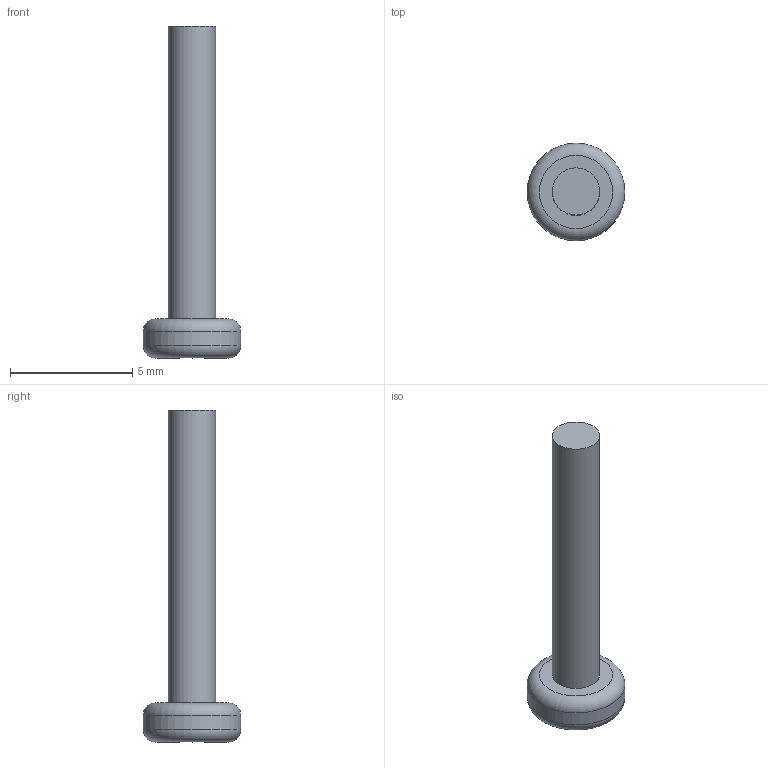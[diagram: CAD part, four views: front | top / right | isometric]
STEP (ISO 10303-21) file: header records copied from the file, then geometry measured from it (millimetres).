
FILE_DESCRIPTION(/* description */ (''),/* implementation_level */ '2;1');
FILE_NAME(/* name */ 'Screw_M2x12_v1.step',/* time_stamp */ '2022-03-24T13:19:35+04:00',/* author */ (''),/* organization */ (''),/* preprocessor_version */ 'ST-DEVELOPER v18.1',/* originating_system */ 'Autodesk Translation Framework v10.13.0.1454',/* authorisation */ '');
FILE_SCHEMA (('AUTOMOTIVE_DESIGN { 1 0 10303 214 3 1 1 }'));
Length unit declared in the file: millimetre
Products named in the file (1): Screw M2x12
Bounding box: 4 x 4 x 13.6 mm (x, y, z)
Volume: 49.1 mm3; surface area: 124.5 mm2
Topology: 1 solids, 1 shells, 23 faces, 61 edges, 41 vertices
Faces by surface type: plane 19, torus 2, cylinder 2
Full cylindrical faces by diameter (mm): 1.933 x1, 4 x1
Entity records: 763 total; most frequent: CARTESIAN_POINT 174, ORIENTED_EDGE 122, DIRECTION 104, EDGE_CURVE 61, VERTEX_POINT 41, AXIS2_PLACEMENT_3D 35, LINE 34, VECTOR 34
